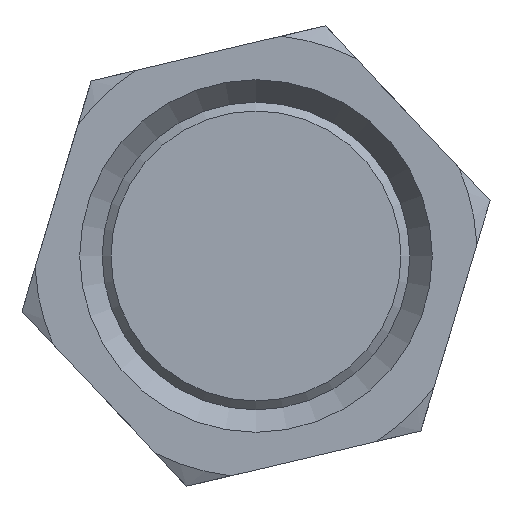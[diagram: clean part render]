
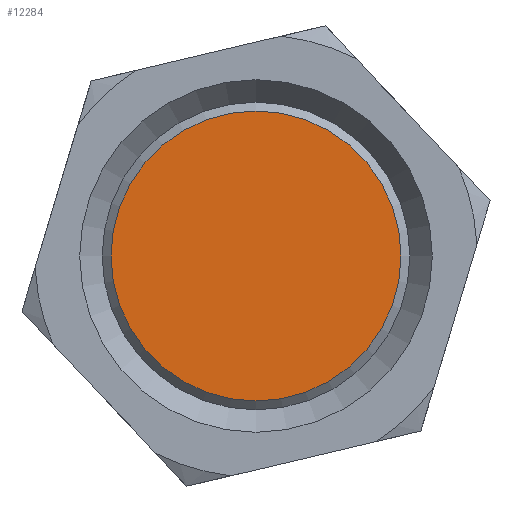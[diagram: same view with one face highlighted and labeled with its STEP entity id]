
A CAD part, front view. The second image highlights one B-rep face of the part: STEP entity #12284.
In plain terms, the highlighted planar face has unit normal (0, -1, 0).
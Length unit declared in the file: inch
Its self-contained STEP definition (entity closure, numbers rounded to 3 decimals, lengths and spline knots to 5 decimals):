
#25 = CARTESIAN_POINT ( 'NONE',  ( 0., 0., 0. ) ) ;
#265 = CARTESIAN_POINT ( 'NONE',  ( 0., 0., 0.164 ) ) ;
#3319 = DIRECTION ( 'NONE',  ( 0., 0., 1. ) ) ;
#4358 = CARTESIAN_POINT ( 'NONE',  ( 0., 0., 0. ) ) ;
#5907 = ORIENTED_EDGE ( 'NONE', *, *, #14227, .F. ) ;
#6029 = DIRECTION ( 'NONE',  ( 0., -1., 0. ) ) ;
#9212 = DIRECTION ( 'NONE',  ( 0., 0., -1. ) ) ;
#9283 = PLANE ( 'NONE',  #16242 ) ;
#9544 = CIRCLE ( 'NONE', #9546, 0.164 ) ;
#9546 = AXIS2_PLACEMENT_3D ( 'NONE', #25, #13131, #3319 ) ;
#12284 = ADVANCED_FACE ( 'NONE', ( #16309 ), #9283, .T. ) ;
#13131 = DIRECTION ( 'NONE',  ( 0., 1., 0. ) ) ;
#14227 = EDGE_CURVE ( 'NONE', #19987, #19987, #9544, .T. ) ;
#16242 = AXIS2_PLACEMENT_3D ( 'NONE', #4358, #6029, #9212 ) ;
#16309 = FACE_OUTER_BOUND ( 'NONE', #19198, .T. ) ;
#19198 = EDGE_LOOP ( 'NONE', ( #5907 ) ) ;
#19987 = VERTEX_POINT ( 'NONE', #265 ) ;
